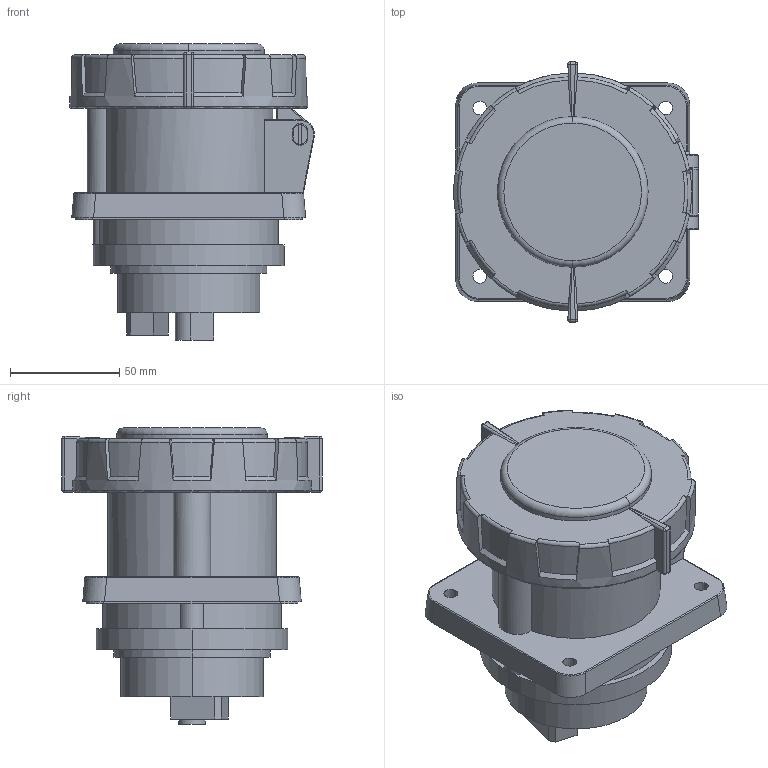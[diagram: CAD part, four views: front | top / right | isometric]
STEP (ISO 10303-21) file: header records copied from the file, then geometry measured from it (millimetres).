
FILE_DESCRIPTION (( 'STEP AP214' ), '1' );
FILE_NAME ('ps-3352-63-380.ÃÌ Ðîçåòêà ñòàöèîíàðíàÿ âíóòðåííÿÿ 3352 3Ð+ÐÅ+N 63À 380Â IP67 EKF PROxima.STEP', '2025-04-18T09:50:59', ( '' ), ( '' ), 'SwSTEP 2.0', 'SolidWorks 2021', '' );
FILE_SCHEMA (( 'AUTOMOTIVE_DESIGN' ));
Length unit declared in the file: millimetre
Products named in the file (5): ps-3352-63-380.ÃÌ Ðîçåòêà ñòàöèîíàðíàÿ âíóòðåííÿÿ 3352 3Ð+ÐÅ+N 63À 380Â IP67 EKF PROxima; Êîïèÿ Êðûøêà 3352^ps-3352-63-380.ÃÌ Ðîçåòêà ñòàöèîíàðíàÿ âíóòðåííÿÿ 3352 3Ð+ÐÅ+N 63À 380Â IP67 EKF PROxima; Êîïèÿ Óïëîòíèòåëü 3352^ps-3352-63-380.ÃÌ Ðîçåòêà ñòàöèîíàðíàÿ âíóòðåííÿÿ 3352 3Ð+ÐÅ+N 63À 380Â IP67 EKF PROxima_00; Êîïèÿ Êîðïóñ 3352^ps-3352-63-380.ÃÌ Ðîçåòêà ñòàöèîíàðíàÿ âíóòðåííÿÿ 3352 3Ð+ÐÅ+N 63À 380Â IP67 EKF PROxima; Êîïèÿ Îñü 3352^ps-3352-63-380.ÃÌ Ðîçåòêà ñòàöèîíàðíàÿ âíóòðåííÿÿ 3352 3Ð+ÐÅ+N 63À 380Â IP67 EKF PROxima_00
Assembly tree (4 placements, depth 2):
  ps-3352-63-380.ÃÌ Ðîçåòêà ñòàöèîíàðíàÿ âíóòðåííÿÿ 3352 3Ð+ÐÅ+N 63À 380Â IP67 EKF PROxima
    Êîïèÿ Êîðïóñ 3352^ps-3352-63-380.ÃÌ Ðîçåòêà ñòàöèîíàðíàÿ âíóòðåííÿÿ 3352 3Ð+ÐÅ+N 63À 380Â IP67 EKF PROxima
    Êîïèÿ Êðûøêà 3352^ps-3352-63-380.ÃÌ Ðîçåòêà ñòàöèîíàðíàÿ âíóòðåííÿÿ 3352 3Ð+ÐÅ+N 63À 380Â IP67 EKF PROxima
    Êîïèÿ Îñü 3352^ps-3352-63-380.ÃÌ Ðîçåòêà ñòàöèîíàðíàÿ âíóòðåííÿÿ 3352 3Ð+ÐÅ+N 63À 380Â IP67 EKF PROxima_00
    Êîïèÿ Óïëîòíèòåëü 3352^ps-3352-63-380.ÃÌ Ðîçåòêà ñòàöèîíàðíàÿ âíóòðåííÿÿ 3352 3Ð+ÐÅ+N 63À 380Â IP67 EKF PROxima_00
Bounding box: 112 x 119 x 135.5 mm (x, y, z)
Volume: 426922 mm3; surface area: 136678.2 mm2
Topology: 5 solids, 5 shells, 305 faces, 791 edges, 506 vertices
Faces by surface type: plane 128, cylinder 113, torus 28, cone 20, bspline 8, sphere 8
Entity records: 10327 total; most frequent: CARTESIAN_POINT 2461, ORIENTED_EDGE 1550, DIRECTION 1539, EDGE_CURVE 775, AXIS2_PLACEMENT_3D 590, VERTEX_POINT 498, VECTOR 359, LINE 359
